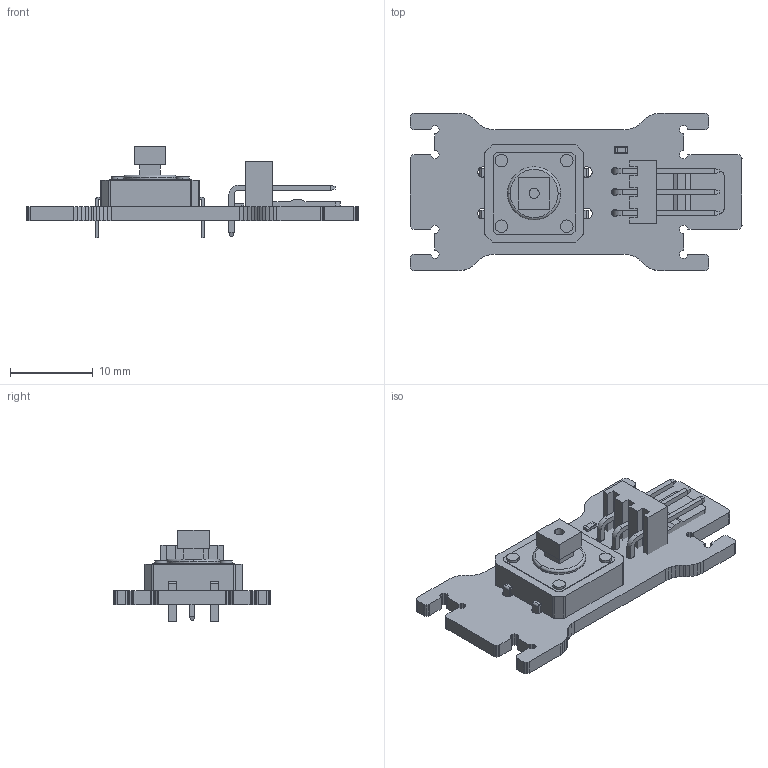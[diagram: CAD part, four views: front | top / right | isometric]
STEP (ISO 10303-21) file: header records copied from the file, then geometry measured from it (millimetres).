
FILE_DESCRIPTION(('Open CASCADE Model'),'2;1');
FILE_NAME('Open CASCADE Shape Model','2015-11-19T21:38:36',('Author'),( 'Open CASCADE'),'Open CASCADE STEP processor 6.2','Open CASCADE 6.2' ,'Unknown');
FILE_SCHEMA(('AUTOMOTIVE_DESIGN { 1 0 10303 214 1 1 1 1 }'));
Length unit declared in the file: millimetre
Products named in the file (8): PCB; Board; R3; 675839104; S1; User_Library-Button-1-1; Free-Models; 2510-3P-W
Assembly tree (7 placements, depth 3):
  PCB
    Board
    R3
      675839104
    S1
      User_Library-Button-1-1
    Free-Models
      2510-3P-W
Bounding box: 40.03 x 19.03 x 11.05 mm (x, y, z)
Volume: 1701 mm3; surface area: 2480.3 mm2
Topology: 4 solids, 4 shells, 545 faces, 1496 edges, 970 vertices
Faces by surface type: plane 474, cylinder 61, sphere 8, torus 2
Full cylindrical faces by diameter (mm): 0.9 x3, 1.3 x4, 1.6 x2
Entity records: 38097 total; most frequent: CARTESIAN_POINT 7122, DIRECTION 5410, LINE 4024, VECTOR 4024, ORIENTED_EDGE 2976, PCURVE 2976, DEFINITIONAL_REPRESENTATION 2976, EDGE_CURVE 1488
